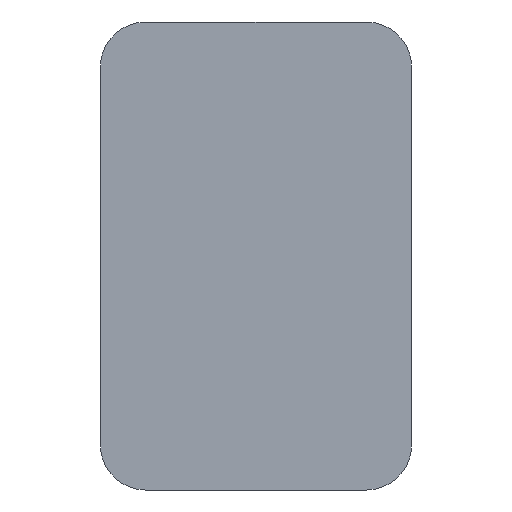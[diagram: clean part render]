
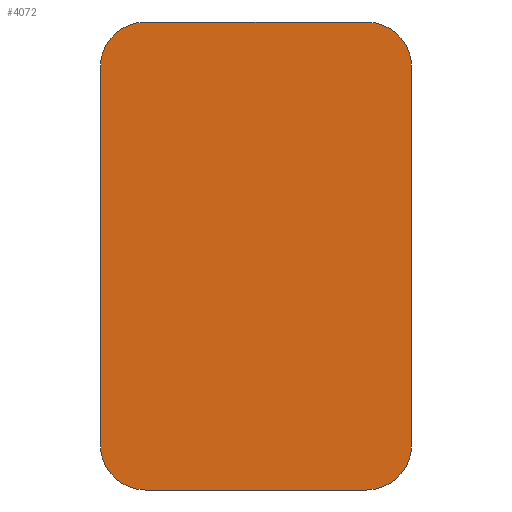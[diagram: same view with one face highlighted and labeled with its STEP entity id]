
A CAD part, front view. The second image highlights one B-rep face of the part: STEP entity #4072.
In plain terms, the highlighted planar face has unit normal (0, -1, 0).
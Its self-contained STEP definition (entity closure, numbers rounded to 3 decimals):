
#236 = EDGE_LOOP ( 'NONE', ( #2873, #978, #3064, #924, #4080, #1450, #2324, #3661 ) ) ;
#404 = EDGE_CURVE ( 'NONE', #3541, #4311, #472, .T. ) ;
#438 = CARTESIAN_POINT ( 'NONE',  ( 24.765, 0., 0. ) ) ;
#441 = EDGE_CURVE ( 'NONE', #943, #4026, #2401, .T. ) ;
#472 = LINE ( 'NONE', #615, #641 ) ;
#515 = EDGE_CURVE ( 'NONE', #1087, #1443, #3368, .T. ) ;
#527 = AXIS2_PLACEMENT_3D ( 'NONE', #2821, #4358, #4376 ) ;
#564 = CIRCLE ( 'NONE', #527, 10.16 ) ;
#615 = CARTESIAN_POINT ( 'NONE',  ( -34.925, 0., -105. ) ) ;
#627 = DIRECTION ( 'NONE',  ( 1., 0., 0. ) ) ;
#641 = VECTOR ( 'NONE', #3899, 1000. ) ;
#721 = DIRECTION ( 'NONE',  ( 0., -1., 0. ) ) ;
#734 = DIRECTION ( 'NONE',  ( 0., 1., 0. ) ) ;
#858 = EDGE_CURVE ( 'NONE', #2639, #4311, #2909, .T. ) ;
#924 = ORIENTED_EDGE ( 'NONE', *, *, #1721, .T. ) ;
#943 = VERTEX_POINT ( 'NONE', #1158 ) ;
#978 = ORIENTED_EDGE ( 'NONE', *, *, #858, .T. ) ;
#1087 = VERTEX_POINT ( 'NONE', #1414 ) ;
#1096 = DIRECTION ( 'NONE',  ( 0., 0., 1. ) ) ;
#1158 = CARTESIAN_POINT ( 'NONE',  ( 34.925, 0., -10.16 ) ) ;
#1232 = CARTESIAN_POINT ( 'NONE',  ( 24.765, 0., -10.16 ) ) ;
#1237 = CARTESIAN_POINT ( 'NONE',  ( -34.925, 0., -10.16 ) ) ;
#1414 = CARTESIAN_POINT ( 'NONE',  ( -24.765, 0., 0. ) ) ;
#1443 = VERTEX_POINT ( 'NONE', #1237 ) ;
#1450 = ORIENTED_EDGE ( 'NONE', *, *, #1953, .T. ) ;
#1518 = EDGE_CURVE ( 'NONE', #1087, #3277, #2844, .T. ) ;
#1619 = VECTOR ( 'NONE', #2925, 1000. ) ;
#1686 = PLANE ( 'NONE',  #1993 ) ;
#1721 = EDGE_CURVE ( 'NONE', #3541, #4026, #564, .T. ) ;
#1953 = EDGE_CURVE ( 'NONE', #943, #3277, #4183, .T. ) ;
#1993 = AXIS2_PLACEMENT_3D ( 'NONE', #2910, #734, #1096 ) ;
#2053 = DIRECTION ( 'NONE',  ( 0., 0., -1. ) ) ;
#2083 = AXIS2_PLACEMENT_3D ( 'NONE', #1232, #4458, #4421 ) ;
#2240 = FACE_OUTER_BOUND ( 'NONE', #236, .T. ) ;
#2273 = CARTESIAN_POINT ( 'NONE',  ( -34.925, 0., 0. ) ) ;
#2324 = ORIENTED_EDGE ( 'NONE', *, *, #1518, .F. ) ;
#2401 = LINE ( 'NONE', #3892, #3598 ) ;
#2409 = CARTESIAN_POINT ( 'NONE',  ( 34.925, 0., 0. ) ) ;
#2432 = CARTESIAN_POINT ( 'NONE',  ( -34.925, 0., -94.84 ) ) ;
#2445 = AXIS2_PLACEMENT_3D ( 'NONE', #3616, #721, #3623 ) ;
#2462 = CARTESIAN_POINT ( 'NONE',  ( 34.925, 0., -94.84 ) ) ;
#2639 = VERTEX_POINT ( 'NONE', #2432 ) ;
#2790 = DIRECTION ( 'NONE',  ( 0., -1., 0. ) ) ;
#2821 = CARTESIAN_POINT ( 'NONE',  ( 24.765, 0., -94.84 ) ) ;
#2844 = LINE ( 'NONE', #2409, #2960 ) ;
#2873 = ORIENTED_EDGE ( 'NONE', *, *, #3263, .F. ) ;
#2909 = CIRCLE ( 'NONE', #2445, 10.16 ) ;
#2910 = CARTESIAN_POINT ( 'NONE',  ( 0., 0., 0. ) ) ;
#2925 = DIRECTION ( 'NONE',  ( 0., 0., 1. ) ) ;
#2960 = VECTOR ( 'NONE', #627, 1000. ) ;
#3064 = ORIENTED_EDGE ( 'NONE', *, *, #404, .F. ) ;
#3263 = EDGE_CURVE ( 'NONE', #2639, #1443, #4336, .T. ) ;
#3277 = VERTEX_POINT ( 'NONE', #438 ) ;
#3343 = CARTESIAN_POINT ( 'NONE',  ( 24.765, 0., -105. ) ) ;
#3368 = CIRCLE ( 'NONE', #3979, 10.16 ) ;
#3541 = VERTEX_POINT ( 'NONE', #3343 ) ;
#3598 = VECTOR ( 'NONE', #2053, 1000. ) ;
#3616 = CARTESIAN_POINT ( 'NONE',  ( -24.765, 0., -94.84 ) ) ;
#3623 = DIRECTION ( 'NONE',  ( 0., 0., 1. ) ) ;
#3661 = ORIENTED_EDGE ( 'NONE', *, *, #515, .T. ) ;
#3892 = CARTESIAN_POINT ( 'NONE',  ( 34.925, 0., 0. ) ) ;
#3899 = DIRECTION ( 'NONE',  ( -1., 0., 0. ) ) ;
#3979 = AXIS2_PLACEMENT_3D ( 'NONE', #4156, #2790, #4521 ) ;
#3998 = CARTESIAN_POINT ( 'NONE',  ( -24.765, 0., -105. ) ) ;
#4026 = VERTEX_POINT ( 'NONE', #2462 ) ;
#4072 = ADVANCED_FACE ( 'NONE', ( #2240 ), #1686, .F. ) ;
#4080 = ORIENTED_EDGE ( 'NONE', *, *, #441, .F. ) ;
#4156 = CARTESIAN_POINT ( 'NONE',  ( -24.765, 0., -10.16 ) ) ;
#4183 = CIRCLE ( 'NONE', #2083, 10.16 ) ;
#4311 = VERTEX_POINT ( 'NONE', #3998 ) ;
#4336 = LINE ( 'NONE', #2273, #1619 ) ;
#4358 = DIRECTION ( 'NONE',  ( 0., -1., 0. ) ) ;
#4376 = DIRECTION ( 'NONE',  ( 0., 0., 1. ) ) ;
#4421 = DIRECTION ( 'NONE',  ( 0., 0., 1. ) ) ;
#4458 = DIRECTION ( 'NONE',  ( 0., -1., 0. ) ) ;
#4521 = DIRECTION ( 'NONE',  ( 0., 0., 1. ) ) ;
